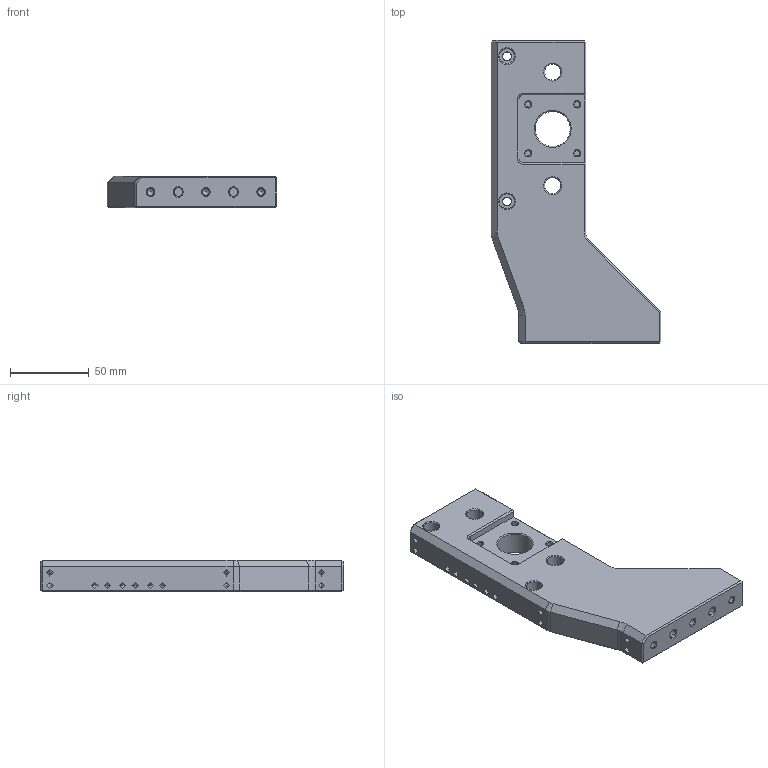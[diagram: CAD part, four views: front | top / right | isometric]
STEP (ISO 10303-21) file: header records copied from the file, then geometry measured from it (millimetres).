
FILE_DESCRIPTION(('FreeCAD Model'),'2;1');
FILE_NAME('Open CASCADE Shape Model','2021-09-07T08:47:42',('Author'),( ''),'Open CASCADE STEP processor 7.5','FreeCAD','Unknown');
FILE_SCHEMA(('AUTOMOTIVE_DESIGN { 1 0 10303 214 1 1 1 1 }'));
Length unit declared in the file: millimetre
Products named in the file (1): SidePanel_Left
Bounding box: 107.5 x 192 x 20 mm (x, y, z)
Volume: 231275.8 mm3; surface area: 40918.7 mm2
Topology: 1 solids, 1 shells, 178 faces, 400 edges, 240 vertices
Faces by surface type: plane 85, cone 62, cylinder 31
Full cylindrical faces by diameter (mm): 2.5 x2, 3.4 x4, 4.2 x3, 5.5 x2, 6.1 x6, 9.5 x2, 10.2 x2, 22.2 x1
Entity records: 10438 total; most frequent: CARTESIAN_POINT 2064, DIRECTION 1635, LINE 979, VECTOR 979, ORIENTED_EDGE 794, PCURVE 794, DEFINITIONAL_REPRESENTATION 794, EDGE_CURVE 397
